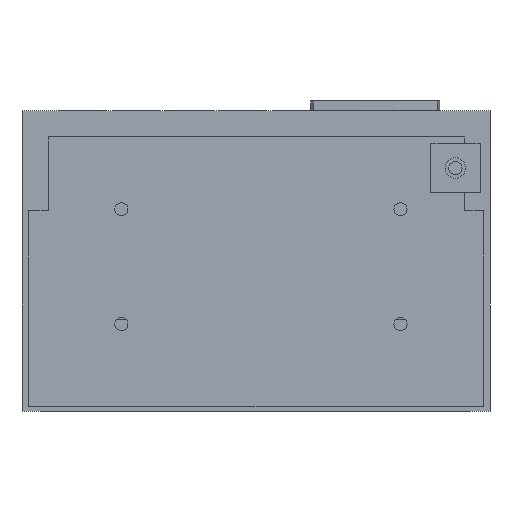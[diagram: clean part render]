
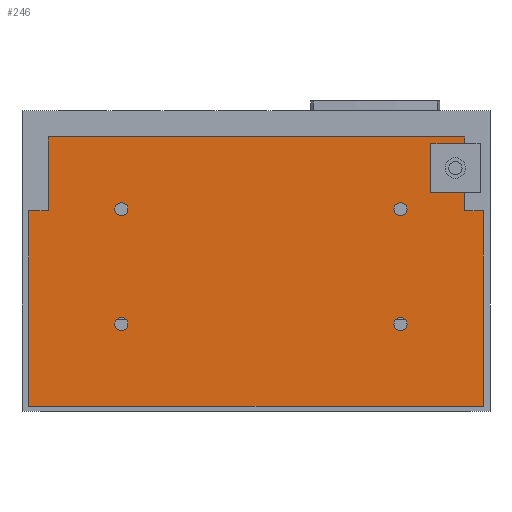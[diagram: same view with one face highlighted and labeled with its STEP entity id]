
A CAD part, front view. The second image highlights one B-rep face of the part: STEP entity #246.
In plain terms, the highlighted planar face has unit normal (0, -1, 0).
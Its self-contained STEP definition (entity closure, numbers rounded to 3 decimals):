
#246=ADVANCED_FACE('',(#1505,#1506,#1507,#1508,#1509),#1510,.T.);
#1505=FACE_OUTER_BOUND('',#3415,.T.);
#1506=FACE_BOUND('',#3416,.T.);
#1507=FACE_BOUND('',#3417,.T.);
#1508=FACE_BOUND('',#3418,.T.);
#1509=FACE_BOUND('',#3419,.T.);
#1510=PLANE('',#3420);
#3415=EDGE_LOOP('',(#7874,#7875,#7876,#7877,#7878,#7879,#7880,#7881,#7882,#7883,#7884,#7885));
#3416=EDGE_LOOP('',(#7886,#7887));
#3417=EDGE_LOOP('',(#7888,#7889));
#3418=EDGE_LOOP('',(#7890,#7891));
#3419=EDGE_LOOP('',(#7892,#7893));
#3420=AXIS2_PLACEMENT_3D('',#7894,#7895,#7896);
#7874=ORIENTED_EDGE('',*,*,#13769,.F.);
#7875=ORIENTED_EDGE('',*,*,#13770,.F.);
#7876=ORIENTED_EDGE('',*,*,#13771,.T.);
#7877=ORIENTED_EDGE('',*,*,#13772,.T.);
#7878=ORIENTED_EDGE('',*,*,#13773,.T.);
#7879=ORIENTED_EDGE('',*,*,#13774,.T.);
#7880=ORIENTED_EDGE('',*,*,#13775,.T.);
#7881=ORIENTED_EDGE('',*,*,#13776,.T.);
#7882=ORIENTED_EDGE('',*,*,#13777,.T.);
#7883=ORIENTED_EDGE('',*,*,#13778,.T.);
#7884=ORIENTED_EDGE('',*,*,#13779,.T.);
#7885=ORIENTED_EDGE('',*,*,#13780,.F.);
#7886=ORIENTED_EDGE('',*,*,#13781,.F.);
#7887=ORIENTED_EDGE('',*,*,#13782,.F.);
#7888=ORIENTED_EDGE('',*,*,#13783,.F.);
#7889=ORIENTED_EDGE('',*,*,#13768,.F.);
#7890=ORIENTED_EDGE('',*,*,#13784,.F.);
#7891=ORIENTED_EDGE('',*,*,#13785,.F.);
#7892=ORIENTED_EDGE('',*,*,#13786,.F.);
#7893=ORIENTED_EDGE('',*,*,#13787,.F.);
#7894=CARTESIAN_POINT('',(0.0,2.0,0.0));
#7895=DIRECTION('',(0.0,-1.0,0.0));
#7896=DIRECTION('',(0.0,0.0,-1.0));
#13768=EDGE_CURVE('',#17415,#17409,#17417,.T.);
#13769=EDGE_CURVE('',#17418,#17419,#17420,.T.);
#13770=EDGE_CURVE('',#17421,#17418,#17422,.T.);
#13771=EDGE_CURVE('',#17421,#17423,#17424,.T.);
#13772=EDGE_CURVE('',#17423,#17425,#17426,.T.);
#13773=EDGE_CURVE('',#17425,#17427,#17428,.T.);
#13774=EDGE_CURVE('',#17427,#17429,#17430,.T.);
#13775=EDGE_CURVE('',#17429,#17431,#17432,.T.);
#13776=EDGE_CURVE('',#17431,#17433,#17434,.T.);
#13777=EDGE_CURVE('',#17433,#17435,#17436,.T.);
#13778=EDGE_CURVE('',#17435,#17437,#17438,.T.);
#13779=EDGE_CURVE('',#17437,#17439,#17440,.T.);
#13780=EDGE_CURVE('',#17419,#17439,#17441,.T.);
#13781=EDGE_CURVE('',#17442,#17443,#17444,.T.);
#13782=EDGE_CURVE('',#17443,#17442,#17445,.T.);
#13783=EDGE_CURVE('',#17409,#17415,#17446,.T.);
#13784=EDGE_CURVE('',#17447,#17448,#17449,.T.);
#13785=EDGE_CURVE('',#17448,#17447,#17450,.T.);
#13786=EDGE_CURVE('',#17451,#17452,#17453,.T.);
#13787=EDGE_CURVE('',#17452,#17451,#17454,.T.);
#17409=VERTEX_POINT('',#23692);
#17415=VERTEX_POINT('',#23699);
#17417=CIRCLE('',#23702,4.0);
#17418=VERTEX_POINT('',#23703);
#17419=VERTEX_POINT('',#23704);
#17420=LINE('',#23705,#23706);
#17421=VERTEX_POINT('',#23707);
#17422=LINE('',#23708,#23709);
#17423=VERTEX_POINT('',#23710);
#17424=LINE('',#23711,#23712);
#17425=VERTEX_POINT('',#23713);
#17426=LINE('',#23714,#23715);
#17427=VERTEX_POINT('',#23716);
#17428=LINE('',#23717,#23718);
#17429=VERTEX_POINT('',#23719);
#17430=LINE('',#23720,#23721);
#17431=VERTEX_POINT('',#23722);
#17432=LINE('',#23723,#23724);
#17433=VERTEX_POINT('',#23725);
#17434=LINE('',#23726,#23727);
#17435=VERTEX_POINT('',#23728);
#17436=LINE('',#23729,#23730);
#17437=VERTEX_POINT('',#23731);
#17438=LINE('',#23732,#23733);
#17439=VERTEX_POINT('',#23734);
#17440=LINE('',#23735,#23736);
#17441=LINE('',#23737,#23738);
#17442=VERTEX_POINT('',#23739);
#17443=VERTEX_POINT('',#23740);
#17444=CIRCLE('',#23741,4.0);
#17445=CIRCLE('',#23742,4.0);
#17446=CIRCLE('',#23743,4.0);
#17447=VERTEX_POINT('',#23744);
#17448=VERTEX_POINT('',#23745);
#17449=CIRCLE('',#23746,4.0);
#17450=CIRCLE('',#23747,4.0);
#17451=VERTEX_POINT('',#23748);
#17452=VERTEX_POINT('',#23749);
#17453=CIRCLE('',#23750,4.0);
#17454=CIRCLE('',#23751,4.0);
#23692=CARTESIAN_POINT('',(230.5,2.0,49.0));
#23699=CARTESIAN_POINT('',(230.5,2.0,57.0));
#23702=AXIS2_PLACEMENT_3D('',#26994,#26995,#26996);
#23703=CARTESIAN_POINT('',(249.0,2.0,162.955));
#23704=CARTESIAN_POINT('',(249.0,2.0,132.955));
#23705=CARTESIAN_POINT('',(249.0,2.0,162.955));
#23706=VECTOR('',#26997,30.0);
#23707=CARTESIAN_POINT('',(269.52,2.0,162.955));
#23708=CARTESIAN_POINT('',(269.52,2.0,162.955));
#23709=VECTOR('',#26998,20.52);
#23710=CARTESIAN_POINT('',(269.52,2.0,167.0));
#23711=CARTESIAN_POINT('',(269.52,2.0,162.955));
#23712=VECTOR('',#26999,4.045);
#23713=CARTESIAN_POINT('',(16.0,2.0,167.0));
#23714=CARTESIAN_POINT('',(269.52,2.0,167.0));
#23715=VECTOR('',#27000,253.52);
#23716=CARTESIAN_POINT('',(16.0,2.0,121.95));
#23717=CARTESIAN_POINT('',(16.0,2.0,167.0));
#23718=VECTOR('',#27001,45.05);
#23719=CARTESIAN_POINT('',(4.0,2.0,121.95));
#23720=CARTESIAN_POINT('',(16.0,2.0,121.95));
#23721=VECTOR('',#27002,12.0);
#23722=CARTESIAN_POINT('',(4.0,2.0,3.0));
#23723=CARTESIAN_POINT('',(4.0,2.0,121.95));
#23724=VECTOR('',#27003,118.95);
#23725=CARTESIAN_POINT('',(281.0,2.0,3.0));
#23726=CARTESIAN_POINT('',(4.0,2.0,3.0));
#23727=VECTOR('',#27004,277.0);
#23728=CARTESIAN_POINT('',(281.0,2.0,121.95));
#23729=CARTESIAN_POINT('',(281.0,2.0,3.0));
#23730=VECTOR('',#27005,118.95);
#23731=CARTESIAN_POINT('',(269.52,2.0,121.95));
#23732=CARTESIAN_POINT('',(281.0,2.0,121.95));
#23733=VECTOR('',#27006,11.48);
#23734=CARTESIAN_POINT('',(269.52,2.0,132.955));
#23735=CARTESIAN_POINT('',(269.52,2.0,121.95));
#23736=VECTOR('',#27007,11.005);
#23737=CARTESIAN_POINT('',(249.0,2.0,132.955));
#23738=VECTOR('',#27008,20.52);
#23739=CARTESIAN_POINT('',(230.5,2.0,119.0));
#23740=CARTESIAN_POINT('',(230.5,2.0,127.0));
#23741=AXIS2_PLACEMENT_3D('',#27009,#27010,#27011);
#23742=AXIS2_PLACEMENT_3D('',#27012,#27013,#27014);
#23743=AXIS2_PLACEMENT_3D('',#27015,#27016,#27017);
#23744=CARTESIAN_POINT('',(60.5,2.0,119.0));
#23745=CARTESIAN_POINT('',(60.5,2.0,127.0));
#23746=AXIS2_PLACEMENT_3D('',#27018,#27019,#27020);
#23747=AXIS2_PLACEMENT_3D('',#27021,#27022,#27023);
#23748=CARTESIAN_POINT('',(60.5,2.0,49.0));
#23749=CARTESIAN_POINT('',(60.5,2.0,57.0));
#23750=AXIS2_PLACEMENT_3D('',#27024,#27025,#27026);
#23751=AXIS2_PLACEMENT_3D('',#27027,#27028,#27029);
#26994=CARTESIAN_POINT('',(230.5,2.0,53.0));
#26995=DIRECTION('',(0.0,-1.0,0.0));
#26996=DIRECTION('',(0.0,0.0,1.0));
#26997=DIRECTION('',(0.0,0.0,-1.0));
#26998=DIRECTION('',(-1.0,0.0,0.0));
#26999=DIRECTION('',(0.0,0.0,1.0));
#27000=DIRECTION('',(-1.0,0.0,0.0));
#27001=DIRECTION('',(0.0,0.0,-1.0));
#27002=DIRECTION('',(-1.0,0.0,0.0));
#27003=DIRECTION('',(0.0,0.0,-1.0));
#27004=DIRECTION('',(1.0,0.0,0.0));
#27005=DIRECTION('',(0.0,0.0,1.0));
#27006=DIRECTION('',(-1.0,0.0,0.0));
#27007=DIRECTION('',(0.0,0.0,1.0));
#27008=DIRECTION('',(1.0,0.0,0.0));
#27009=CARTESIAN_POINT('',(230.5,2.0,123.0));
#27010=DIRECTION('',(0.0,-1.0,0.0));
#27011=DIRECTION('',(0.0,0.0,-1.0));
#27012=CARTESIAN_POINT('',(230.5,2.0,123.0));
#27013=DIRECTION('',(0.0,-1.0,0.0));
#27014=DIRECTION('',(0.,0.0,1.0));
#27015=CARTESIAN_POINT('',(230.5,2.0,53.0));
#27016=DIRECTION('',(0.0,-1.0,0.0));
#27017=DIRECTION('',(0.0,0.0,-1.0));
#27018=CARTESIAN_POINT('',(60.5,2.0,123.0));
#27019=DIRECTION('',(0.0,-1.0,0.0));
#27020=DIRECTION('',(0.0,0.0,-1.0));
#27021=CARTESIAN_POINT('',(60.5,2.0,123.0));
#27022=DIRECTION('',(0.0,-1.0,0.0));
#27023=DIRECTION('',(0.,0.0,1.0));
#27024=CARTESIAN_POINT('',(60.5,2.0,53.0));
#27025=DIRECTION('',(0.0,-1.0,0.0));
#27026=DIRECTION('',(0.0,0.0,-1.0));
#27027=CARTESIAN_POINT('',(60.5,2.0,53.0));
#27028=DIRECTION('',(0.0,-1.0,0.0));
#27029=DIRECTION('',(0.0,0.0,1.0));
